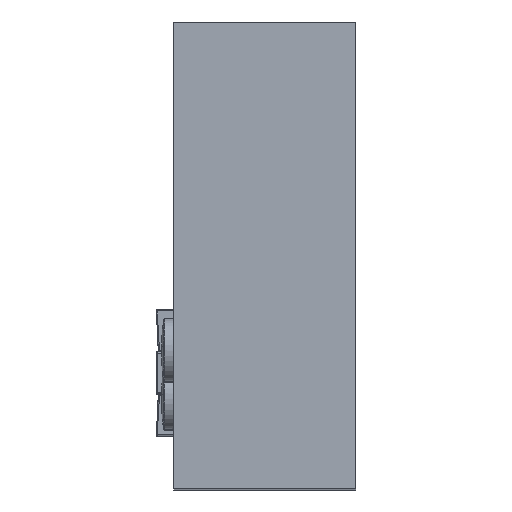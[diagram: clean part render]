
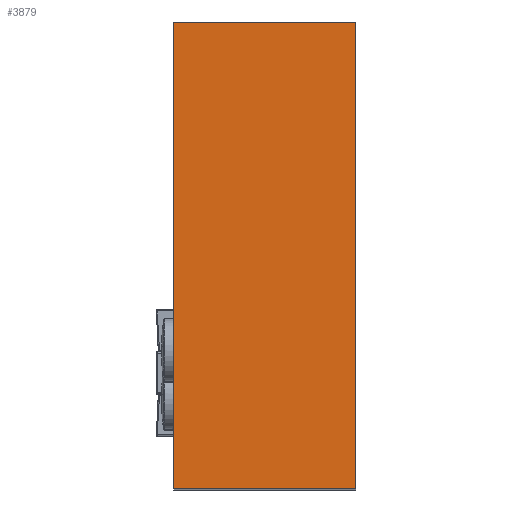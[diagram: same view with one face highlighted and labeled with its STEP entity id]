
A CAD part, top view. The second image highlights one B-rep face of the part: STEP entity #3879.
In plain terms, the highlighted face is planar.
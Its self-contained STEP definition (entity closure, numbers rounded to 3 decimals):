
#370 = CARTESIAN_POINT ( 'NONE',  ( 116.84, 0., 156.297 ) ) ;
#444 = ORIENTED_EDGE ( 'NONE', *, *, #16621, .F. ) ;
#1319 = DIRECTION ( 'NONE',  ( 0., -1., 0. ) ) ;
#1850 = PLANE ( 'NONE',  #3419 ) ;
#1978 = VECTOR ( 'NONE', #13251, 1000. ) ;
#2305 = DIRECTION ( 'NONE',  ( 0., -1., 0. ) ) ;
#3366 = CARTESIAN_POINT ( 'NONE',  ( 116.84, -19.403, 156.297 ) ) ;
#3395 = VECTOR ( 'NONE', #2305, 1000. ) ;
#3419 = AXIS2_PLACEMENT_3D ( 'NONE', #370, #13079, #16872 ) ;
#3607 = CARTESIAN_POINT ( 'NONE',  ( 116.84, -19.403, 1.5 ) ) ;
#3879 = ADVANCED_FACE ( 'NONE', ( #20658 ), #1850, .T. ) ;
#4533 = VERTEX_POINT ( 'NONE', #4742 ) ;
#4616 = CARTESIAN_POINT ( 'NONE',  ( 116.84, 107.218, -28.734 ) ) ;
#4742 = CARTESIAN_POINT ( 'NONE',  ( 116.84, -19.403, -28.734 ) ) ;
#6301 = ORIENTED_EDGE ( 'NONE', *, *, #16761, .F. ) ;
#6414 = ORIENTED_EDGE ( 'NONE', *, *, #22919, .T. ) ;
#8006 = EDGE_CURVE ( 'NONE', #15338, #4533, #14249, .T. ) ;
#8761 = DIRECTION ( 'NONE',  ( 0., 0., -1. ) ) ;
#10386 = LINE ( 'NONE', #4616, #14838 ) ;
#10659 = VECTOR ( 'NONE', #8761, 1000. ) ;
#11600 = CARTESIAN_POINT ( 'NONE',  ( 116.84, 0., 1.5 ) ) ;
#11789 = CARTESIAN_POINT ( 'NONE',  ( 116.84, 58.097, 1.5 ) ) ;
#12342 = CARTESIAN_POINT ( 'NONE',  ( 116.84, 58.097, -28.734 ) ) ;
#13079 = DIRECTION ( 'NONE',  ( 1., 0., 0. ) ) ;
#13251 = DIRECTION ( 'NONE',  ( 0., 0., -1. ) ) ;
#13290 = EDGE_LOOP ( 'NONE', ( #6301, #6414, #18963, #444 ) ) ;
#14249 = LINE ( 'NONE', #3366, #10659 ) ;
#14838 = VECTOR ( 'NONE', #1319, 1000. ) ;
#15050 = VERTEX_POINT ( 'NONE', #11789 ) ;
#15253 = LINE ( 'NONE', #11600, #3395 ) ;
#15338 = VERTEX_POINT ( 'NONE', #3607 ) ;
#16621 = EDGE_CURVE ( 'NONE', #16802, #4533, #10386, .T. ) ;
#16761 = EDGE_CURVE ( 'NONE', #15050, #16802, #18900, .T. ) ;
#16802 = VERTEX_POINT ( 'NONE', #12342 ) ;
#16872 = DIRECTION ( 'NONE',  ( 0., 0., -1. ) ) ;
#18900 = LINE ( 'NONE', #22546, #1978 ) ;
#18963 = ORIENTED_EDGE ( 'NONE', *, *, #8006, .T. ) ;
#20658 = FACE_OUTER_BOUND ( 'NONE', #13290, .T. ) ;
#22546 = CARTESIAN_POINT ( 'NONE',  ( 116.84, 58.097, 156.297 ) ) ;
#22919 = EDGE_CURVE ( 'NONE', #15050, #15338, #15253, .T. ) ;
